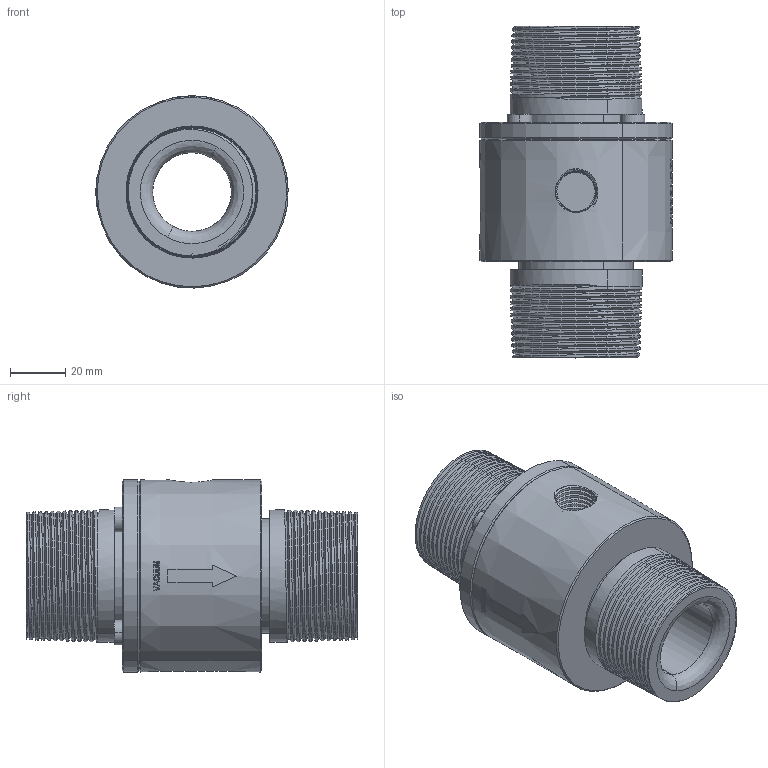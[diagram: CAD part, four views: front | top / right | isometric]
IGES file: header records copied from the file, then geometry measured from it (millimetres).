
Start section: START RECORD GO HERE.
Global section: file name: 30003-TS_Mod.igs; native system: DASSAULT SYSTEMES CATIA V5 R20 - www.3ds.com; preprocessor: CATIA Version 5 Release 20 ; author: DESIGNENG; organization: DESIGNENG; date: 20150507.124445; units: millimetre
Bounding box: 69.84 x 120.6 x 69.84 mm (x, y, z)
Volume: 227907.3 mm3; surface area: 46502.3 mm2
Topology: 1 solids, 1 shells, 861 faces, 2362 edges, 1549 vertices
Faces by surface type: plane 326, extrusion 287, bspline 132, revolution 116
